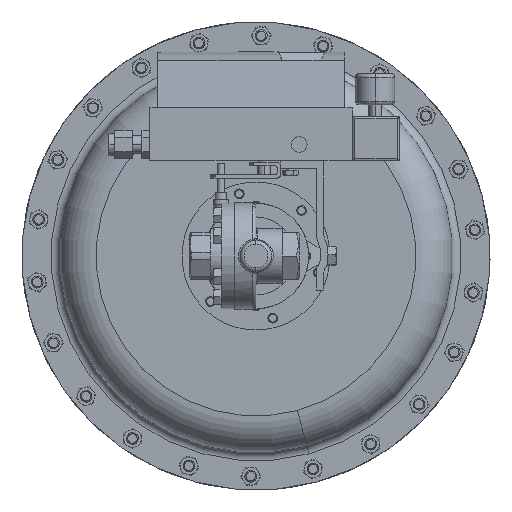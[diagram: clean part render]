
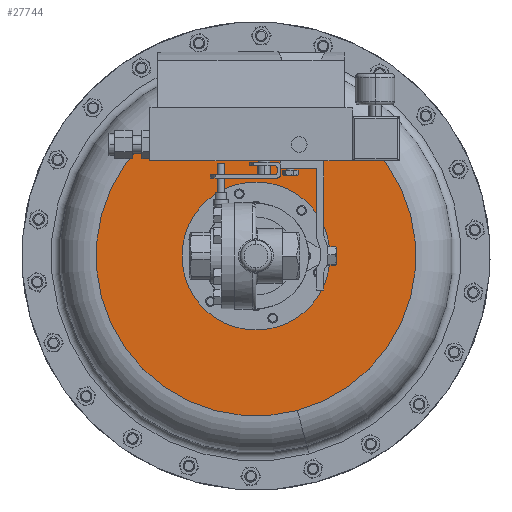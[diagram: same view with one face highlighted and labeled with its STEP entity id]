
A CAD part, front view. The second image highlights one B-rep face of the part: STEP entity #27744.
In plain terms, the highlighted planar face has unit normal (0, -1, 0).
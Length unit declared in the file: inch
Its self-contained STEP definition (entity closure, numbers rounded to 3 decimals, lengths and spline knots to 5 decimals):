
#201 = DIRECTION ( 'NONE',  ( 0.259, 0., -0.966 ) ) ;
#226 = VERTEX_POINT ( 'NONE', #8303 ) ;
#2373 = CIRCLE ( 'NONE', #10444, 5.125 ) ;
#3075 = CARTESIAN_POINT ( 'NONE',  ( 6.49979, 9.31137, 4.60657 ) ) ;
#3407 = CARTESIAN_POINT ( 'NONE',  ( 1.54942, 9.31137, 3.28012 ) ) ;
#3480 = CARTESIAN_POINT ( 'NONE',  ( 1.54942, 9.31137, 3.28012 ) ) ;
#3664 = DIRECTION ( 'NONE',  ( 0., 1., 0. ) ) ;
#4093 = AXIS2_PLACEMENT_3D ( 'NONE', #22769, #4124, #25965 ) ;
#4124 = DIRECTION ( 'NONE',  ( 0., 1., 0. ) ) ;
#4526 = CIRCLE ( 'NONE', #27296, 5.125 ) ;
#6426 = DIRECTION ( 'NONE',  ( 0.707, 0., -0.707 ) ) ;
#6495 = DIRECTION ( 'NONE',  ( -0.259, 0., 0.966 ) ) ;
#8303 = CARTESIAN_POINT ( 'NONE',  ( 0.22298, 9.31137, 8.23049 ) ) ;
#10444 = AXIS2_PLACEMENT_3D ( 'NONE', #22288, #3664, #25486 ) ;
#12744 = CARTESIAN_POINT ( 'NONE',  ( 2.87587, 9.31137, -1.67025 ) ) ;
#13067 = ORIENTED_EDGE ( 'NONE', *, *, #35385, .T. ) ;
#14476 = CIRCLE ( 'NONE', #4093, 2.375 ) ;
#15257 = AXIS2_PLACEMENT_3D ( 'NONE', #3075, #18670, #201 ) ;
#16132 = EDGE_CURVE ( 'NONE', #226, #22604, #2373, .T. ) ;
#16273 = FACE_BOUND ( 'NONE', #18251, .T. ) ;
#18251 = EDGE_LOOP ( 'NONE', ( #13067, #20657 ) ) ;
#18670 = DIRECTION ( 'NONE',  ( 0., -1., 0. ) ) ;
#19690 = VERTEX_POINT ( 'NONE', #37316 ) ;
#20088 = VERTEX_POINT ( 'NONE', #36340 ) ;
#20657 = ORIENTED_EDGE ( 'NONE', *, *, #33119, .T. ) ;
#20821 = AXIS2_PLACEMENT_3D ( 'NONE', #3407, #25232, #6426 ) ;
#22288 = CARTESIAN_POINT ( 'NONE',  ( 1.54942, 9.31137, 3.28012 ) ) ;
#22604 = VERTEX_POINT ( 'NONE', #12744 ) ;
#22769 = CARTESIAN_POINT ( 'NONE',  ( 1.54942, 9.31137, 3.28012 ) ) ;
#23091 = EDGE_CURVE ( 'NONE', #22604, #226, #4526, .T. ) ;
#23797 = ORIENTED_EDGE ( 'NONE', *, *, #23091, .F. ) ;
#23962 = ORIENTED_EDGE ( 'NONE', *, *, #16132, .F. ) ;
#24094 = EDGE_LOOP ( 'NONE', ( #23962, #23797 ) ) ;
#24284 = CIRCLE ( 'NONE', #20821, 2.375 ) ;
#25232 = DIRECTION ( 'NONE',  ( 0., 1., 0. ) ) ;
#25303 = DIRECTION ( 'NONE',  ( 0., 1., 0. ) ) ;
#25486 = DIRECTION ( 'NONE',  ( -0.259, 0., 0.966 ) ) ;
#25965 = DIRECTION ( 'NONE',  ( 0.707, 0., -0.707 ) ) ;
#27296 = AXIS2_PLACEMENT_3D ( 'NONE', #3480, #25303, #6495 ) ;
#27744 = ADVANCED_FACE ( 'NONE', ( #33116, #16273 ), #37580, .T. ) ;
#33116 = FACE_OUTER_BOUND ( 'NONE', #24094, .T. ) ;
#33119 = EDGE_CURVE ( 'NONE', #19690, #20088, #14476, .T. ) ;
#35385 = EDGE_CURVE ( 'NONE', #20088, #19690, #24284, .T. ) ;
#36340 = CARTESIAN_POINT ( 'NONE',  ( -0.12996, 9.31137, 4.9595 ) ) ;
#37316 = CARTESIAN_POINT ( 'NONE',  ( 3.2288, 9.31137, 1.60074 ) ) ;
#37580 = PLANE ( 'NONE',  #15257 ) ;
